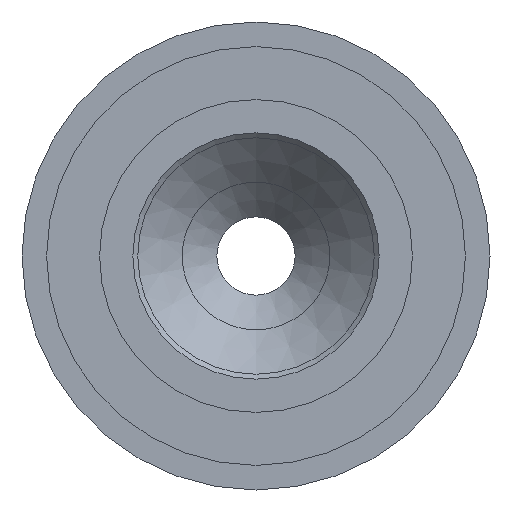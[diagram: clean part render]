
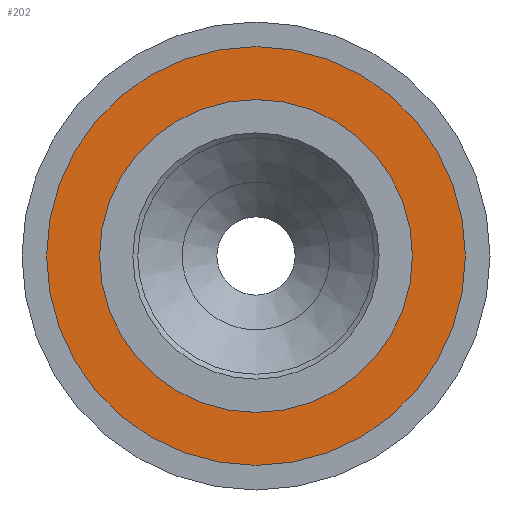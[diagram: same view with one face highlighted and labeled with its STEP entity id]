
A CAD part, left-side view. The second image highlights one B-rep face of the part: STEP entity #202.
In plain terms, the highlighted planar face has unit normal (-1, 0, 0).
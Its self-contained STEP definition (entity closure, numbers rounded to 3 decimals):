
#18=FACE_BOUND('',#56,.T.);
#22=PLANE('',#253);
#38=FACE_OUTER_BOUND('',#55,.T.);
#55=EDGE_LOOP('',(#177));
#56=EDGE_LOOP('',(#178));
#91=CIRCLE('',#252,6.35);
#92=CIRCLE('',#254,8.5);
#106=VERTEX_POINT('',#373);
#107=VERTEX_POINT('',#377);
#129=EDGE_CURVE('',#106,#106,#91,.T.);
#131=EDGE_CURVE('',#107,#107,#92,.T.);
#177=ORIENTED_EDGE('',*,*,#131,.F.);
#178=ORIENTED_EDGE('',*,*,#129,.T.);
#202=ADVANCED_FACE('',(#38,#18),#22,.T.);
#252=AXIS2_PLACEMENT_3D('',#374,#316,#317);
#253=AXIS2_PLACEMENT_3D('',#376,#319,#320);
#254=AXIS2_PLACEMENT_3D('',#378,#321,#322);
#316=DIRECTION('center_axis',(1.,0.,0.));
#317=DIRECTION('ref_axis',(0.,0.,-1.));
#319=DIRECTION('center_axis',(-1.,0.,0.));
#320=DIRECTION('ref_axis',(0.,0.,1.));
#321=DIRECTION('center_axis',(1.,0.,0.));
#322=DIRECTION('ref_axis',(0.,0.,-1.));
#373=CARTESIAN_POINT('',(-2.,-6.35,0.));
#374=CARTESIAN_POINT('Origin',(-2.,0.,0.));
#376=CARTESIAN_POINT('Origin',(-2.,8.5,0.));
#377=CARTESIAN_POINT('',(-2.,-8.5,0.));
#378=CARTESIAN_POINT('Origin',(-2.,0.,0.));
